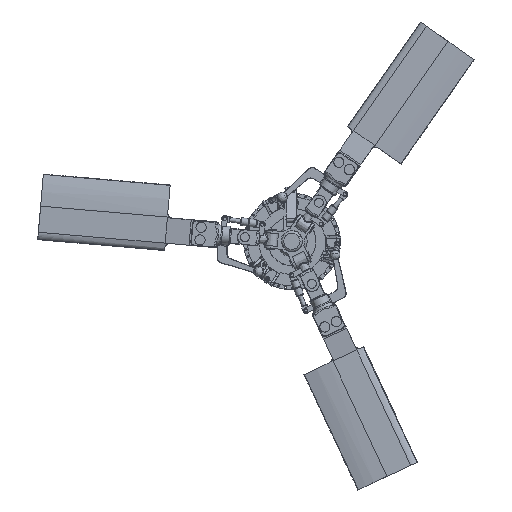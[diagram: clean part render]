
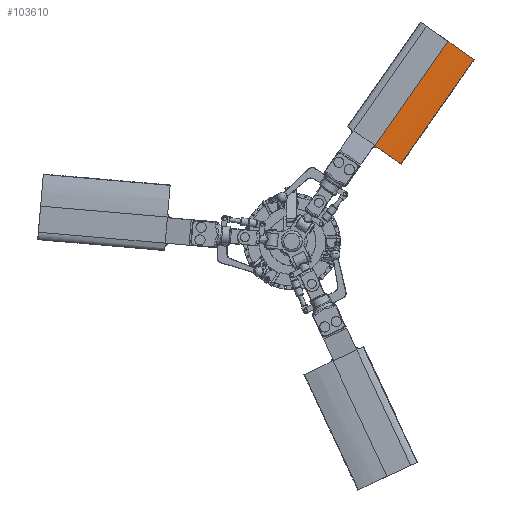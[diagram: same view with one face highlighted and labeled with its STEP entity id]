
A CAD part, top view. The second image highlights one B-rep face of the part: STEP entity #103610.
In plain terms, the highlighted free-form (B-spline) face has degree [2, 1] with [3, 2] control points.
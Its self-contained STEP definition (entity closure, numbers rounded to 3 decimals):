
#102993 = EDGE_CURVE('',#102994,#102996,#102998,.T.);
#102994 = VERTEX_POINT('',#102995);
#102995 = CARTESIAN_POINT('',(396.036,210.532,
    472.37));
#102996 = VERTEX_POINT('',#102997);
#102997 = CARTESIAN_POINT('',(658.902,586.924,
    472.361));
#102998 = B_SPLINE_CURVE_WITH_KNOTS('',1,(#102999,#103000),
  .UNSPECIFIED.,.F.,.F.,(2,2),(-250.,250.),.PIECEWISE_BEZIER_KNOTS.);
#102999 = CARTESIAN_POINT('',(396.036,210.532,
    472.37));
#103000 = CARTESIAN_POINT('',(658.902,586.924,
    472.361));
#103041 = EDGE_CURVE('',#103042,#102996,#103044,.T.);
#103042 = VERTEX_POINT('',#103043);
#103043 = CARTESIAN_POINT('',(564.88,652.588,
    483.08));
#103044 = ( BOUNDED_CURVE() B_SPLINE_CURVE(2,(#103045,#103046,#103047),
.UNSPECIFIED.,.F.,.F.) B_SPLINE_CURVE_WITH_KNOTS((3,3),(0.,
0.24),.PIECEWISE_BEZIER_KNOTS.) CURVE() 
GEOMETRIC_REPRESENTATION_ITEM() RATIONAL_B_SPLINE_CURVE((1.,
0.993,1.)) REPRESENTATION_ITEM('') );
#103045 = CARTESIAN_POINT('',(564.88,652.588,
    483.08));
#103046 = CARTESIAN_POINT('',(612.42,619.387,
    484.627));
#103047 = CARTESIAN_POINT('',(658.902,586.924,
    472.361));
#103462 = EDGE_CURVE('',#103463,#103042,#103465,.T.);
#103463 = VERTEX_POINT('',#103464);
#103464 = CARTESIAN_POINT('',(297.039,269.071,
    483.089));
#103465 = B_SPLINE_CURVE_WITH_KNOTS('',1,(#103466,#103467),
  .UNSPECIFIED.,.F.,.F.,(2,2),(-254.732,254.732),
  .PIECEWISE_BEZIER_KNOTS.);
#103466 = CARTESIAN_POINT('',(297.039,269.071,
    483.089));
#103467 = CARTESIAN_POINT('',(564.88,652.588,
    483.08));
#103533 = VERTEX_POINT('',#103534);
#103534 = CARTESIAN_POINT('',(314.813,267.257,
    483.253));
#103549 = EDGE_CURVE('',#103533,#102994,#103550,.T.);
#103550 = ( BOUNDED_CURVE() B_SPLINE_CURVE(2,(#103551,#103552,#103553),
.UNSPECIFIED.,.F.,.F.) B_SPLINE_CURVE_WITH_KNOTS((3,3),(
0.032,0.24),.PIECEWISE_BEZIER_KNOTS.) CURVE() 
GEOMETRIC_REPRESENTATION_ITEM() RATIONAL_B_SPLINE_CURVE((1.,
0.995,1.)) REPRESENTATION_ITEM('') );
#103551 = CARTESIAN_POINT('',(314.813,267.257,
    483.253));
#103552 = CARTESIAN_POINT('',(355.888,238.571,
    482.965));
#103553 = CARTESIAN_POINT('',(396.036,210.532,
    472.37));
#103564 = EDGE_CURVE('',#103533,#103463,#103565,.T.);
#103565 = B_SPLINE_CURVE_WITH_KNOTS('',5,(#103566,#103567,#103568,
    #103569,#103570,#103571),.UNSPECIFIED.,.F.,.F.,(6,6),(0.,
    28.74),.PIECEWISE_BEZIER_KNOTS.);
#103566 = CARTESIAN_POINT('',(314.813,267.257,
    483.253));
#103567 = CARTESIAN_POINT('',(311.753,269.394,
    483.274));
#103568 = CARTESIAN_POINT('',(308.151,270.755,
    483.26));
#103569 = CARTESIAN_POINT('',(304.268,271.152,
    483.206));
#103570 = CARTESIAN_POINT('',(300.466,270.546,
    483.142));
#103571 = CARTESIAN_POINT('',(297.039,269.071,
    483.089));
#103610 = ADVANCED_FACE('',(#103611),#103618,.T.);
#103611 = FACE_BOUND('',#103612,.T.);
#103612 = EDGE_LOOP('',(#103613,#103614,#103615,#103616,#103617));
#103613 = ORIENTED_EDGE('',*,*,#103462,.F.);
#103614 = ORIENTED_EDGE('',*,*,#103564,.F.);
#103615 = ORIENTED_EDGE('',*,*,#103549,.T.);
#103616 = ORIENTED_EDGE('',*,*,#102993,.T.);
#103617 = ORIENTED_EDGE('',*,*,#103041,.F.);
#103618 = ( BOUNDED_SURFACE() B_SPLINE_SURFACE(2,1,(
    (#103619,#103620)
    ,(#103621,#103622)
    ,(#103623,#103624
)),.UNSPECIFIED.,.F.,.F.,.F.) B_SPLINE_SURFACE_WITH_KNOTS((3,3),(2,2),(
    0.,0.24),(-259.464,250.),.PIECEWISE_BEZIER_KNOTS.) 
GEOMETRIC_REPRESENTATION_ITEM() RATIONAL_B_SPLINE_SURFACE((
    (1.,1.)
    ,(0.993,0.993)
,(1.,1.))) REPRESENTATION_ITEM('') SURFACE() );
#103619 = CARTESIAN_POINT('',(297.039,269.071,
    483.089));
#103620 = CARTESIAN_POINT('',(564.88,652.588,
    483.08));
#103621 = CARTESIAN_POINT('',(344.579,235.87,
    484.636));
#103622 = CARTESIAN_POINT('',(612.42,619.387,
    484.627));
#103623 = CARTESIAN_POINT('',(391.06,203.408,
    472.371));
#103624 = CARTESIAN_POINT('',(658.902,586.924,
    472.361));
